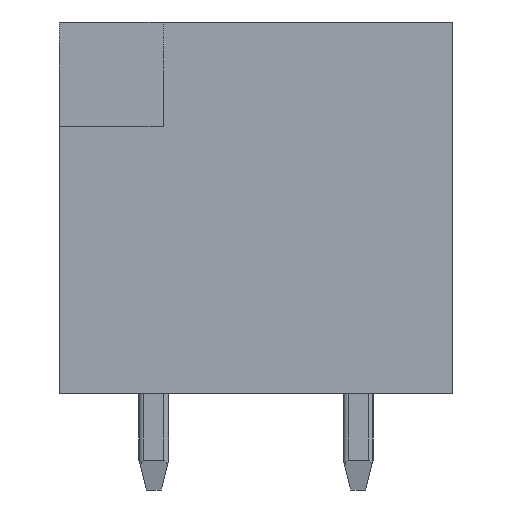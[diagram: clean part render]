
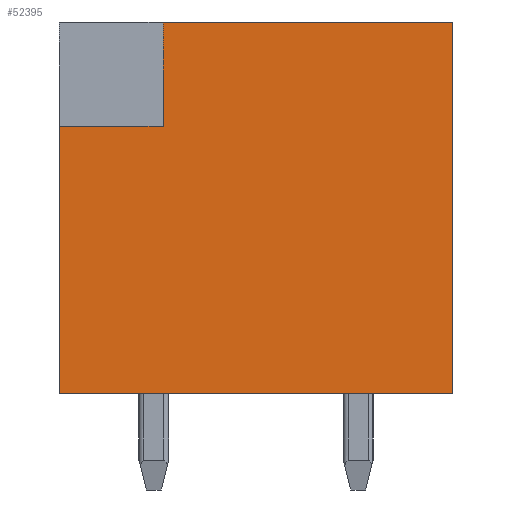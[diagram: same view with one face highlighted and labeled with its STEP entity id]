
A CAD part, left-side view. The second image highlights one B-rep face of the part: STEP entity #52395.
In plain terms, the highlighted planar face has unit normal (-1, 0, 0).
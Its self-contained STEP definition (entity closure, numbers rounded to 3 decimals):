
#9=DIRECTION('',(0.,1.,0.));
#10=VECTOR('',#9,10.6);
#11=CARTESIAN_POINT('',(-66.9,-5.3,-6.3));
#12=LINE('',#11,#10);
#2942=DIRECTION('',(0.,1.,0.));
#2943=VECTOR('',#2942,7.8);
#2944=CARTESIAN_POINT('',(-66.9,-5.3,3.7));
#2945=LINE('',#2944,#2943);
#20618=DIRECTION('',(0.,-1.,0.));
#20619=VECTOR('',#20618,2.8);
#20620=CARTESIAN_POINT('',(-66.9,5.3,0.9));
#20621=LINE('',#20620,#20619);
#20622=DIRECTION('',(0.,0.,-1.));
#20623=VECTOR('',#20622,2.8);
#20624=CARTESIAN_POINT('',(-66.9,2.5,3.7));
#20625=LINE('',#20624,#20623);
#20626=DIRECTION('',(0.,0.,-1.));
#20627=VECTOR('',#20626,10.);
#20628=CARTESIAN_POINT('',(-66.9,-5.3,3.7));
#20629=LINE('',#20628,#20627);
#20634=DIRECTION('',(0.,0.,-1.));
#20635=VECTOR('',#20634,7.2);
#20636=CARTESIAN_POINT('',(-66.9,5.3,0.9));
#20637=LINE('',#20636,#20635);
#26011=CARTESIAN_POINT('',(-66.9,-5.3,-6.3));
#26012=CARTESIAN_POINT('',(-66.9,5.3,-6.3));
#26013=VERTEX_POINT('',#26011);
#26014=VERTEX_POINT('',#26012);
#26015=CARTESIAN_POINT('',(-66.9,-5.3,3.7));
#26016=VERTEX_POINT('',#26015);
#26051=CARTESIAN_POINT('',(-66.9,2.5,0.9));
#26052=VERTEX_POINT('',#26051);
#26055=CARTESIAN_POINT('',(-66.9,5.3,0.9));
#26056=VERTEX_POINT('',#26055);
#26059=CARTESIAN_POINT('',(-66.9,2.5,3.7));
#26060=VERTEX_POINT('',#26059);
#52381=CARTESIAN_POINT('',(-66.9,-5.3,3.7));
#52382=DIRECTION('',(1.,0.,0.));
#52383=DIRECTION('',(0.,1.,0.));
#52384=AXIS2_PLACEMENT_3D('',#52381,#52382,#52383);
#52385=PLANE('',#52384);
#52386=ORIENTED_EDGE('',*,*,#52361,.T.);
#52387=ORIENTED_EDGE('',*,*,#52376,.F.);
#52388=ORIENTED_EDGE('',*,*,#28292,.F.);
#52389=ORIENTED_EDGE('',*,*,#26068,.T.);
#52390=ORIENTED_EDGE('',*,*,#26084,.T.);
#52392=ORIENTED_EDGE('',*,*,#52391,.F.);
#52393=EDGE_LOOP('',(#52386,#52387,#52388,#52389,#52390,#52392));
#52394=FACE_OUTER_BOUND('',#52393,.F.);
#52395=ADVANCED_FACE('',(#52394),#52385,.F.);
#26068=EDGE_CURVE('',#26016,#26013,#20629,.T.);
#26084=EDGE_CURVE('',#26013,#26014,#12,.T.);
#28292=EDGE_CURVE('',#26016,#26060,#2945,.T.);
#52361=EDGE_CURVE('',#26056,#26052,#20621,.T.);
#52376=EDGE_CURVE('',#26060,#26052,#20625,.T.);
#52391=EDGE_CURVE('',#26056,#26014,#20637,.T.);
